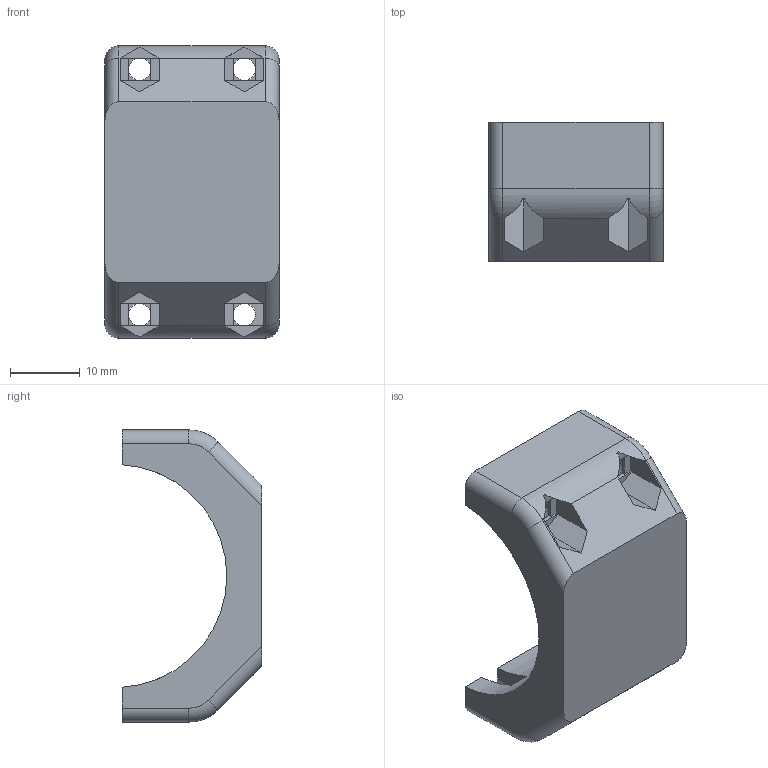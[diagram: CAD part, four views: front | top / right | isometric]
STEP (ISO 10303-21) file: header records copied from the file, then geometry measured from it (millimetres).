
FILE_DESCRIPTION(/* description */ (''),/* implementation_level */ '2;1');
FILE_NAME(/* name */ 'OBS-Display-B-007_Unterschale_v0.1.0.stp',/* time_stamp */ '2021-04-29T23:03:05+02:00',/* author */ ('hpcthobs'),/* organization */ (''),/* preprocessor_version */ 'ST-DEVELOPER v18.1',/* originating_system */ 'Autodesk Inventor 2021',/* authorisation */ '');
FILE_SCHEMA (('AUTOMOTIVE_DESIGN { 1 0 10303 214 3 1 1 }'));
Length unit declared in the file: millimetre
Products named in the file (1): OBS-Display-B005-07_Displayhalterung_v0.1.0
Bounding box: 25 x 20 x 41.94 mm (x, y, z)
Volume: 9081.7 mm3; surface area: 4573.2 mm2
Topology: 1 solids, 1 shells, 101 faces, 282 edges, 175 vertices
Faces by surface type: plane 82, cylinder 15, torus 4
Full cylindrical faces by diameter (mm): 3.2 x4
Entity records: 3246 total; most frequent: ORIENTED_EDGE 564, CARTESIAN_POINT 559, DIRECTION 551, EDGE_CURVE 282, LINE 217, VECTOR 217, VERTEX_POINT 175, AXIS2_PLACEMENT_3D 167
